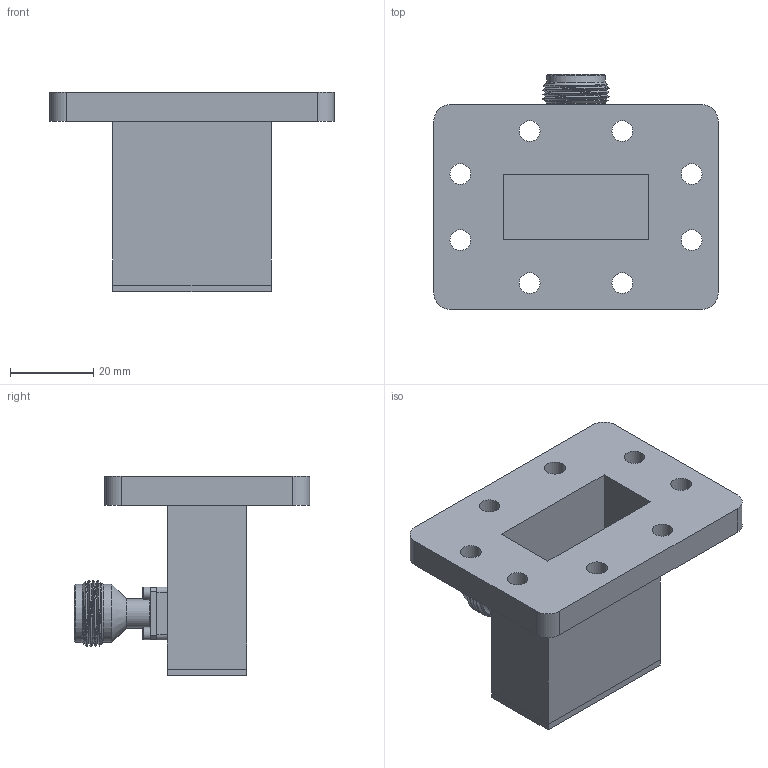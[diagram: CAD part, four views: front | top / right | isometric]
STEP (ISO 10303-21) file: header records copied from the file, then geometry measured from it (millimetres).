
FILE_DESCRIPTION (( 'STEP AP203' ), '1' );
FILE_NAME ('SMW137ACN_3D.step', '2022-05-04T15:07:06', ( '' ), ( '' ), 'SwSTEP 2.0', 'SolidWorks 2021', '' );
FILE_SCHEMA (( 'CONFIG_CONTROL_DESIGN' ));
Length unit declared in the file: inch
Products named in the file (1): SMW137ACN_3D
Bounding box: 68.3 x 56.5 x 48 mm (x, y, z)
Volume: 28744.8 mm3; surface area: 19873.4 mm2
Topology: 1 solids, 1 shells, 170 faces, 380 edges, 226 vertices
Faces by surface type: plane 96, cone 42, cylinder 28, bspline 3, torus 1
Full cylindrical faces by diameter (mm): 1.524 x1, 2.54 x1, 2.997 x4, 5 x8, 7.112 x1, 7.366 x1, 8.382 x1, 13.971 x2
Entity records: 5753 total; most frequent: CARTESIAN_POINT 2079, DIRECTION 750, ORIENTED_EDGE 678, EDGE_CURVE 339, AXIS2_PLACEMENT_3D 285, EDGE_LOOP 234, VERTEX_POINT 219, FACE_OUTER_BOUND 190
